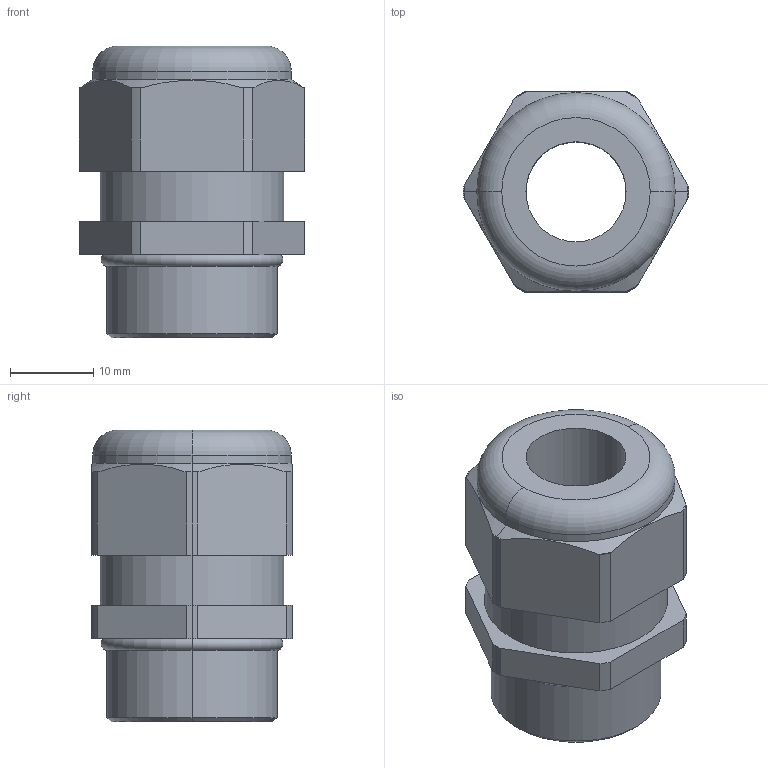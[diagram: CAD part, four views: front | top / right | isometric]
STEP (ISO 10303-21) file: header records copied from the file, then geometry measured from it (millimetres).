
FILE_DESCRIPTION (( 'STEP AP203' ), '1' );
FILE_NAME ('WNAP-PG13.5G(D6-12).STP', '2017-09-04T08:21:28', ( '微软用户' ), ( '微软中国' ), 'SwSTEP 2.0', 'SolidWorks 2012', '' );
FILE_SCHEMA (( 'CONFIG_CONTROL_DESIGN' ));
Length unit declared in the file: millimetre
Products named in the file (1): WNAP-PG13.5G(D6-12)
Bounding box: 27 x 24 x 35 mm (x, y, z)
Volume: 10721.3 mm3; surface area: 4777.9 mm2
Topology: 1 solids, 1 shells, 53 faces, 136 edges, 88 vertices
Faces by surface type: plane 23, cylinder 22, cone 4, torus 4
Entity records: 1763 total; most frequent: CARTESIAN_POINT 344, DIRECTION 300, ORIENTED_EDGE 272, EDGE_CURVE 136, AXIS2_PLACEMENT_3D 116, VERTEX_POINT 88, VECTOR 68, LINE 68
